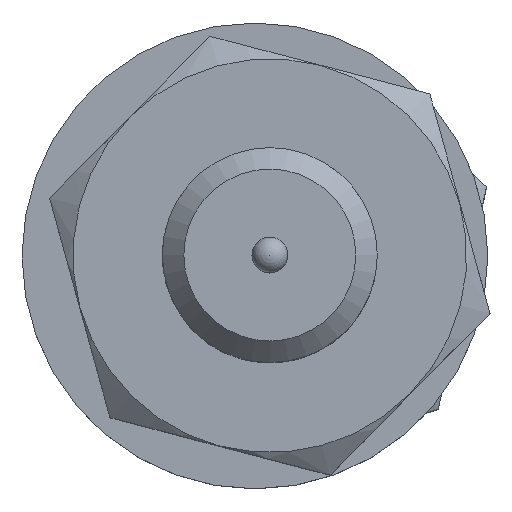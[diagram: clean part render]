
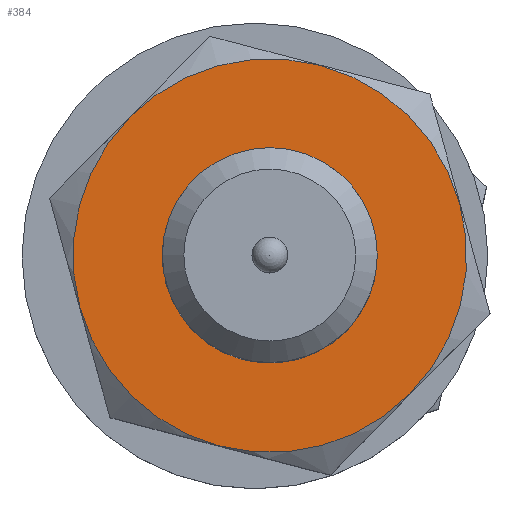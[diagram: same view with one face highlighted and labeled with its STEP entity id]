
A CAD part, top view. The second image highlights one B-rep face of the part: STEP entity #384.
In plain terms, the highlighted face is planar.
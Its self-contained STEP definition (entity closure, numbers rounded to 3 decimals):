
#55=FACE_BOUND('',#157,.T.);
#72=PLANE('',#513);
#129=FACE_OUTER_BOUND('',#156,.T.);
#156=EDGE_LOOP('',(#324,#325));
#157=EDGE_LOOP('',(#326));
#180=CIRCLE('',#514,2.747);
#181=CIRCLE('',#515,2.747);
#182=CIRCLE('',#516,1.5);
#212=VERTEX_POINT('',#761);
#213=VERTEX_POINT('',#762);
#214=VERTEX_POINT('',#765);
#255=EDGE_CURVE('',#212,#213,#180,.T.);
#256=EDGE_CURVE('',#213,#212,#181,.T.);
#257=EDGE_CURVE('',#214,#214,#182,.T.);
#324=ORIENTED_EDGE('',*,*,#255,.F.);
#325=ORIENTED_EDGE('',*,*,#256,.F.);
#326=ORIENTED_EDGE('',*,*,#257,.T.);
#384=ADVANCED_FACE('',(#129,#55),#72,.F.);
#513=AXIS2_PLACEMENT_3D('',#760,#609,#610);
#514=AXIS2_PLACEMENT_3D('',#763,#611,#612);
#515=AXIS2_PLACEMENT_3D('',#764,#613,#614);
#516=AXIS2_PLACEMENT_3D('',#766,#615,#616);
#609=DIRECTION('center_axis',(1.,0.,0.));
#610=DIRECTION('ref_axis',(0.,0.,-1.));
#611=DIRECTION('center_axis',(1.,0.,0.));
#612=DIRECTION('ref_axis',(0.,0.,-1.));
#613=DIRECTION('center_axis',(1.,0.,0.));
#614=DIRECTION('ref_axis',(0.,0.,-1.));
#615=DIRECTION('center_axis',(1.,0.,0.));
#616=DIRECTION('ref_axis',(0.,0.,-1.));
#760=CARTESIAN_POINT('Origin',(-1.2,0.,0.));
#761=CARTESIAN_POINT('',(-1.2,0.,-2.747));
#762=CARTESIAN_POINT('',(-1.2,0.,2.747));
#763=CARTESIAN_POINT('Origin',(-1.2,0.,0.));
#764=CARTESIAN_POINT('Origin',(-1.2,0.,0.));
#765=CARTESIAN_POINT('',(-1.2,0.,-1.5));
#766=CARTESIAN_POINT('Origin',(-1.2,0.,0.));
